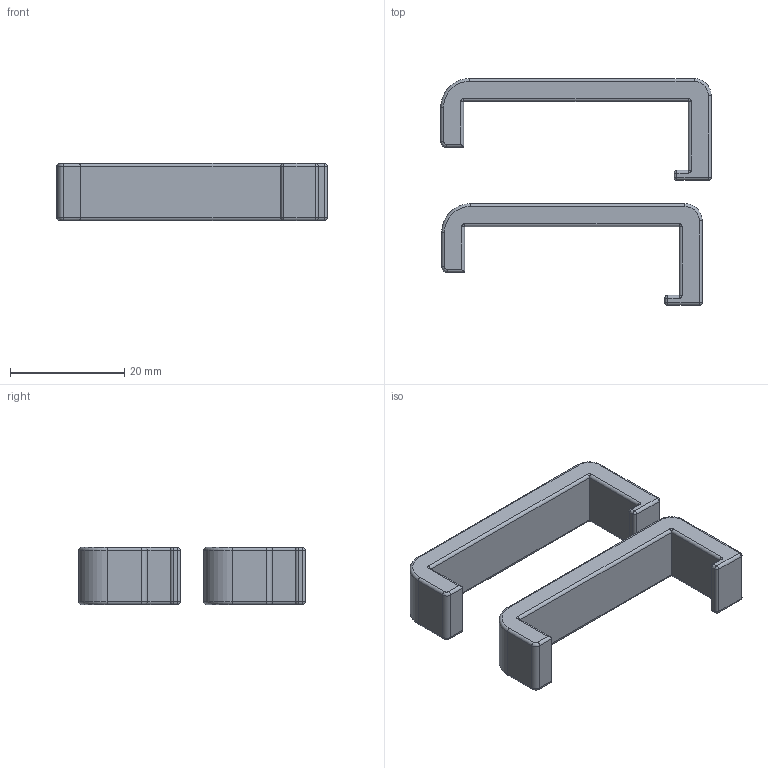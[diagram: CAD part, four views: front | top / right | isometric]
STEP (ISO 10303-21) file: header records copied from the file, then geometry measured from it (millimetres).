
FILE_DESCRIPTION(/* description */ ('STEP AP242','CAx-IF Rec.Pracs.---Representation and Presentation of Product Manufacturing Information (PMI)---4.0---2014-10-13','CAx-IF Rec.Pracs.---3D Tessellated Geometry---0.4---2014-09-14','2;1','CAx-IF Rec.Pracs.---User Defined Attributes---1.5---2016-08-15'),/* implementation_level */ '2;1');
FILE_NAME(/* name */ '690cdb5bfed6ffe189e504f3',/* time_stamp */ '2025-11-06T17:31:08Z',/* author */ (''),/* organization */ (''),/* preprocessor_version */ 'ST-DEVELOPER v20',/* originating_system */ 'ONSHAPE BY PTC INC, 1.206',/* authorisation */ ' ');
FILE_SCHEMA (('AP242_MANAGED_MODEL_BASED_3D_ENGINEERING_MIM_LF { 1 0 10303 442 1 1 4 }'));
Length unit declared in the file: metre
Products named in the file (2): Wedge tall; Wedge short
Bounding box: 47.25 x 39.62 x 10 mm (x, y, z)
Volume: 5353.2 mm3; surface area: 3847 mm2
Topology: 2 solids, 2 shells, 112 faces, 260 edges, 128 vertices
Faces by surface type: cylinder 52, plane 24, torus 24, sphere 12
Entity records: 2988 total; most frequent: DIRECTION 588, CARTESIAN_POINT 478, ORIENTED_EDGE 472, AXIS2_PLACEMENT_3D 238, EDGE_CURVE 236, VERTEX_POINT 128, CIRCLE 120, LINE 112
